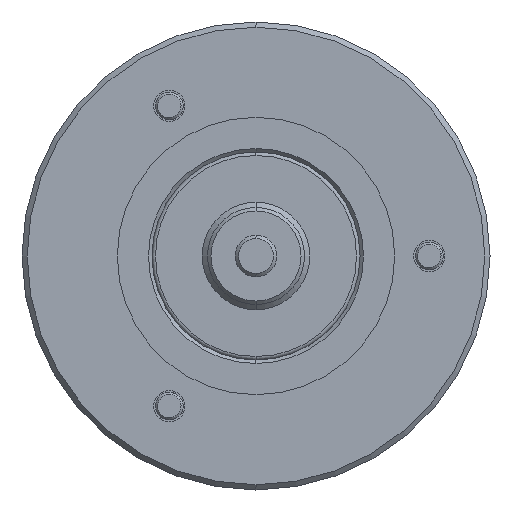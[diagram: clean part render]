
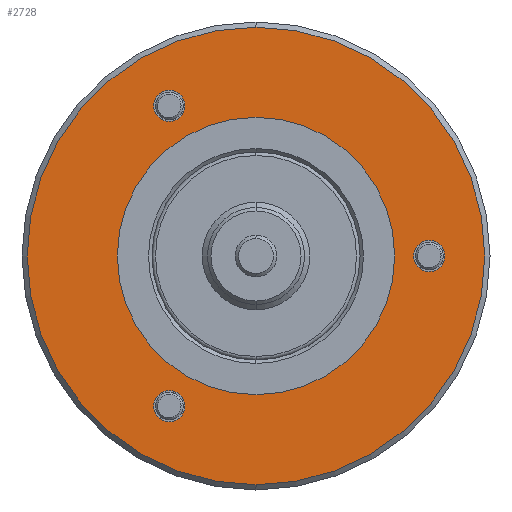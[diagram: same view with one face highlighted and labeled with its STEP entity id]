
A CAD part, left-side view. The second image highlights one B-rep face of the part: STEP entity #2728.
In plain terms, the highlighted planar face has unit normal (-1, 0, 0).
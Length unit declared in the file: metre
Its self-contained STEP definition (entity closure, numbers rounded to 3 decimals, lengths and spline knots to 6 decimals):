
#157 = CARTESIAN_POINT ( 'NONE',  ( 0., 0.04, 0. ) ) ;
#338 = CARTESIAN_POINT ( 'NONE',  ( 0., 0., -0.066 ) ) ;
#397 = EDGE_CURVE ( 'NONE', #11739, #16210, #16634, .T. ) ;
#664 = ORIENTED_EDGE ( 'NONE', *, *, #2041, .T. ) ;
#814 = CARTESIAN_POINT ( 'NONE',  ( 0., 0.025, -0.038801 ) ) ;
#846 = ORIENTED_EDGE ( 'NONE', *, *, #17522, .T. ) ;
#1076 = FACE_BOUND ( 'NONE', #3872, .T. ) ;
#1151 = DIRECTION ( 'NONE',  ( -1., 0., 0. ) ) ;
#1537 = FACE_BOUND ( 'NONE', #14329, .T. ) ;
#1549 = CIRCLE ( 'NONE', #4126, 0.0045 ) ;
#1590 = DIRECTION ( 'NONE',  ( 1., 0., 0. ) ) ;
#1591 = DIRECTION ( 'NONE',  ( 0., 0., -1. ) ) ;
#1713 = EDGE_LOOP ( 'NONE', ( #664, #10492 ) ) ;
#1779 = DIRECTION ( 'NONE',  ( 1., 0., 0. ) ) ;
#1811 = VERTEX_POINT ( 'NONE', #12869 ) ;
#1894 = EDGE_CURVE ( 'NONE', #3568, #14730, #3186, .T. ) ;
#2038 = AXIS2_PLACEMENT_3D ( 'NONE', #16321, #7640, #17772 ) ;
#2041 = EDGE_CURVE ( 'NONE', #14730, #3568, #5230, .T. ) ;
#2254 = EDGE_CURVE ( 'NONE', #4210, #18293, #1549, .T. ) ;
#2444 = CARTESIAN_POINT ( 'NONE',  ( 0., 0., 0. ) ) ;
#2728 = ADVANCED_FACE ( 'NONE', ( #12665, #1076, #9300, #16070, #1537 ), #8852, .F. ) ;
#2807 = EDGE_CURVE ( 'NONE', #1811, #13711, #7458, .T. ) ;
#3186 = CIRCLE ( 'NONE', #16494, 0.066 ) ;
#3285 = AXIS2_PLACEMENT_3D ( 'NONE', #7774, #17892, #9229 ) ;
#3311 = EDGE_CURVE ( 'NONE', #18293, #4210, #15146, .T. ) ;
#3532 = DIRECTION ( 'NONE',  ( -1., 0., 0. ) ) ;
#3568 = VERTEX_POINT ( 'NONE', #6979 ) ;
#3691 = AXIS2_PLACEMENT_3D ( 'NONE', #2444, #12596, #3951 ) ;
#3872 = EDGE_LOOP ( 'NONE', ( #11483, #8679 ) ) ;
#3951 = DIRECTION ( 'NONE',  ( 0., 0., 1. ) ) ;
#4126 = AXIS2_PLACEMENT_3D ( 'NONE', #4550, #16821, #12986 ) ;
#4210 = VERTEX_POINT ( 'NONE', #17154 ) ;
#4388 = AXIS2_PLACEMENT_3D ( 'NONE', #157, #10315, #1591 ) ;
#4550 = CARTESIAN_POINT ( 'NONE',  ( 0., -0.05, 0. ) ) ;
#5060 = EDGE_LOOP ( 'NONE', ( #8391, #5165 ) ) ;
#5165 = ORIENTED_EDGE ( 'NONE', *, *, #7924, .T. ) ;
#5200 = EDGE_CURVE ( 'NONE', #16210, #11739, #6459, .T. ) ;
#5230 = CIRCLE ( 'NONE', #10307, 0.066 ) ;
#5579 = AXIS2_PLACEMENT_3D ( 'NONE', #5973, #3532, #9842 ) ;
#5689 = CARTESIAN_POINT ( 'NONE',  ( 0., 0.025, 0.043301 ) ) ;
#5973 = CARTESIAN_POINT ( 'NONE',  ( 0., 0., 0. ) ) ;
#6038 = CARTESIAN_POINT ( 'NONE',  ( 0., 0., 0. ) ) ;
#6210 = CIRCLE ( 'NONE', #2038, 0.0045 ) ;
#6459 = CIRCLE ( 'NONE', #3691, 0.04 ) ;
#6711 = CARTESIAN_POINT ( 'NONE',  ( 0., 0., 0.04 ) ) ;
#6979 = CARTESIAN_POINT ( 'NONE',  ( 0., 0., 0.066 ) ) ;
#7140 = DIRECTION ( 'NONE',  ( 0., 0., -1. ) ) ;
#7458 = CIRCLE ( 'NONE', #8243, 0.0045 ) ;
#7640 = DIRECTION ( 'NONE',  ( 1., 0., 0. ) ) ;
#7774 = CARTESIAN_POINT ( 'NONE',  ( 0., -0.05, 0. ) ) ;
#7924 = EDGE_CURVE ( 'NONE', #13711, #1811, #6210, .T. ) ;
#8243 = AXIS2_PLACEMENT_3D ( 'NONE', #10513, #1779, #11968 ) ;
#8391 = ORIENTED_EDGE ( 'NONE', *, *, #2807, .T. ) ;
#8602 = CARTESIAN_POINT ( 'NONE',  ( 0., 0.025, 0.047801 ) ) ;
#8679 = ORIENTED_EDGE ( 'NONE', *, *, #2254, .T. ) ;
#8852 = PLANE ( 'NONE',  #4388 ) ;
#9229 = DIRECTION ( 'NONE',  ( 0., 0., -1. ) ) ;
#9300 = FACE_BOUND ( 'NONE', #16702, .T. ) ;
#9720 = AXIS2_PLACEMENT_3D ( 'NONE', #5689, #15807, #7140 ) ;
#9788 = VERTEX_POINT ( 'NONE', #13726 ) ;
#9842 = DIRECTION ( 'NONE',  ( 0., 0., 1. ) ) ;
#10307 = AXIS2_PLACEMENT_3D ( 'NONE', #14760, #1151, #11283 ) ;
#10313 = CARTESIAN_POINT ( 'NONE',  ( 0., 0.025, 0.043301 ) ) ;
#10315 = DIRECTION ( 'NONE',  ( 1., 0., 0. ) ) ;
#10492 = ORIENTED_EDGE ( 'NONE', *, *, #1894, .T. ) ;
#10513 = CARTESIAN_POINT ( 'NONE',  ( 0., 0.025, -0.043301 ) ) ;
#11283 = DIRECTION ( 'NONE',  ( 0., 0., -1. ) ) ;
#11483 = ORIENTED_EDGE ( 'NONE', *, *, #3311, .T. ) ;
#11739 = VERTEX_POINT ( 'NONE', #6711 ) ;
#11772 = DIRECTION ( 'NONE',  ( 0., 0., -1. ) ) ;
#11968 = DIRECTION ( 'NONE',  ( 0., 0., -1. ) ) ;
#12596 = DIRECTION ( 'NONE',  ( -1., 0., 0. ) ) ;
#12665 = FACE_BOUND ( 'NONE', #5060, .T. ) ;
#12869 = CARTESIAN_POINT ( 'NONE',  ( 0., 0.025, -0.047801 ) ) ;
#12986 = DIRECTION ( 'NONE',  ( 0., 0., -1. ) ) ;
#13108 = ORIENTED_EDGE ( 'NONE', *, *, #17405, .T. ) ;
#13516 = CARTESIAN_POINT ( 'NONE',  ( 0., -0.05, -0.0045 ) ) ;
#13686 = ORIENTED_EDGE ( 'NONE', *, *, #5200, .F. ) ;
#13711 = VERTEX_POINT ( 'NONE', #814 ) ;
#13726 = CARTESIAN_POINT ( 'NONE',  ( 0., 0.025, 0.038801 ) ) ;
#13970 = CIRCLE ( 'NONE', #9720, 0.0045 ) ;
#14302 = CARTESIAN_POINT ( 'NONE',  ( 0., 0., -0.04 ) ) ;
#14329 = EDGE_LOOP ( 'NONE', ( #17367, #13686 ) ) ;
#14528 = VERTEX_POINT ( 'NONE', #8602 ) ;
#14730 = VERTEX_POINT ( 'NONE', #338 ) ;
#14760 = CARTESIAN_POINT ( 'NONE',  ( 0., 0., 0. ) ) ;
#14900 = DIRECTION ( 'NONE',  ( 0., 0., -1. ) ) ;
#15146 = CIRCLE ( 'NONE', #3285, 0.0045 ) ;
#15807 = DIRECTION ( 'NONE',  ( 1., 0., 0. ) ) ;
#16070 = FACE_OUTER_BOUND ( 'NONE', #1713, .T. ) ;
#16210 = VERTEX_POINT ( 'NONE', #14302 ) ;
#16321 = CARTESIAN_POINT ( 'NONE',  ( 0., 0.025, -0.043301 ) ) ;
#16467 = CIRCLE ( 'NONE', #17483, 0.0045 ) ;
#16494 = AXIS2_PLACEMENT_3D ( 'NONE', #6038, #17937, #14900 ) ;
#16634 = CIRCLE ( 'NONE', #5579, 0.04 ) ;
#16702 = EDGE_LOOP ( 'NONE', ( #13108, #846 ) ) ;
#16821 = DIRECTION ( 'NONE',  ( 1., 0., 0. ) ) ;
#17154 = CARTESIAN_POINT ( 'NONE',  ( 0., -0.05, 0.0045 ) ) ;
#17367 = ORIENTED_EDGE ( 'NONE', *, *, #397, .F. ) ;
#17405 = EDGE_CURVE ( 'NONE', #9788, #14528, #13970, .T. ) ;
#17483 = AXIS2_PLACEMENT_3D ( 'NONE', #10313, #1590, #11772 ) ;
#17522 = EDGE_CURVE ( 'NONE', #14528, #9788, #16467, .T. ) ;
#17772 = DIRECTION ( 'NONE',  ( 0., 0., -1. ) ) ;
#17892 = DIRECTION ( 'NONE',  ( 1., 0., 0. ) ) ;
#17937 = DIRECTION ( 'NONE',  ( -1., 0., 0. ) ) ;
#18293 = VERTEX_POINT ( 'NONE', #13516 ) ;
